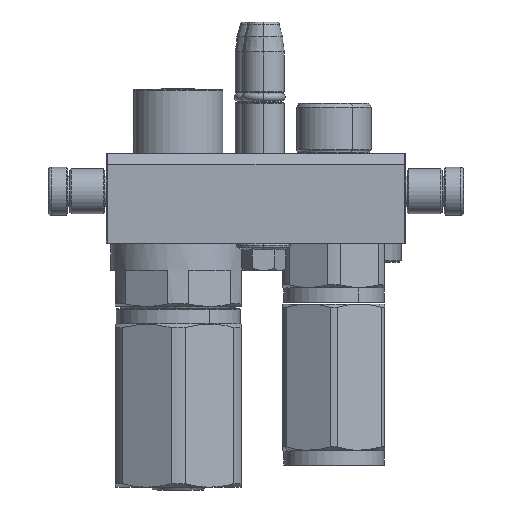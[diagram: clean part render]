
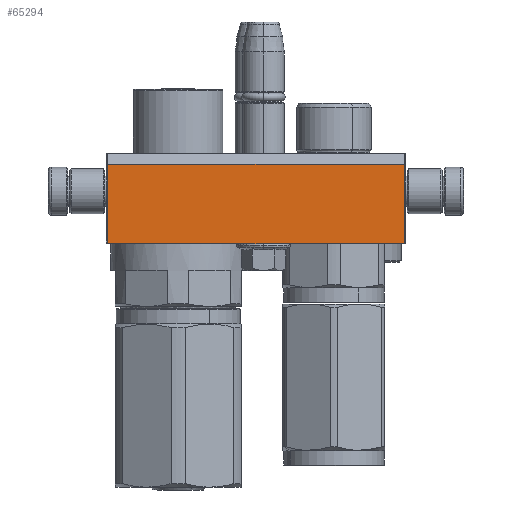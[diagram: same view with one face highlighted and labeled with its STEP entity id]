
A CAD part, left-side view. The second image highlights one B-rep face of the part: STEP entity #65294.
In plain terms, the highlighted face is planar.
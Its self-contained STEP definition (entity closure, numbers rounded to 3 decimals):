
#192 = CARTESIAN_POINT ( 'NONE',  ( -49.5, 11.536, 56. ) ) ;
#6137 = CARTESIAN_POINT ( 'NONE',  ( -49.5, -15., 56. ) ) ;
#11008 = CARTESIAN_POINT ( 'NONE',  ( 49.5, 11.536, 56. ) ) ;
#13010 = CARTESIAN_POINT ( 'NONE',  ( -49.5, -15., 56. ) ) ;
#14325 = VECTOR ( 'NONE', #24433, 1000. ) ;
#16929 = EDGE_CURVE ( 'NONE', #41651, #34779, #67512, .T. ) ;
#17008 = PLANE ( 'NONE',  #17945 ) ;
#17945 = AXIS2_PLACEMENT_3D ( 'NONE', #35312, #72421, #65736 ) ;
#23716 = VERTEX_POINT ( 'NONE', #13010 ) ;
#24433 = DIRECTION ( 'NONE',  ( 1., 0., 0. ) ) ;
#24561 = FACE_OUTER_BOUND ( 'NONE', #60634, .T. ) ;
#31025 = DIRECTION ( 'NONE',  ( 0., 1., 0. ) ) ;
#31929 = EDGE_CURVE ( 'NONE', #78540, #34779, #60993, .T. ) ;
#32525 = DIRECTION ( 'NONE',  ( 0., 1., 0. ) ) ;
#34779 = VERTEX_POINT ( 'NONE', #11008 ) ;
#35312 = CARTESIAN_POINT ( 'NONE',  ( -50., -15., 56. ) ) ;
#41651 = VERTEX_POINT ( 'NONE', #53598 ) ;
#41921 = DIRECTION ( 'NONE',  ( 1., 0., 0. ) ) ;
#43493 = ORIENTED_EDGE ( 'NONE', *, *, #69151, .F. ) ;
#44106 = VECTOR ( 'NONE', #31025, 1000. ) ;
#45600 = VECTOR ( 'NONE', #41921, 1000. ) ;
#52630 = ORIENTED_EDGE ( 'NONE', *, *, #31929, .F. ) ;
#52858 = EDGE_CURVE ( 'NONE', #23716, #41651, #63480, .T. ) ;
#53521 = CARTESIAN_POINT ( 'NONE',  ( -49.5, 11.536, 56. ) ) ;
#53598 = CARTESIAN_POINT ( 'NONE',  ( 49.5, -15., 56. ) ) ;
#56716 = LINE ( 'NONE', #66784, #44106 ) ;
#60634 = EDGE_LOOP ( 'NONE', ( #65622, #67344, #52630, #43493 ) ) ;
#60993 = LINE ( 'NONE', #53521, #45600 ) ;
#62780 = VECTOR ( 'NONE', #32525, 1000. ) ;
#63480 = LINE ( 'NONE', #6137, #14325 ) ;
#65294 = ADVANCED_FACE ( 'NONE', ( #24561 ), #17008, .T. ) ;
#65622 = ORIENTED_EDGE ( 'NONE', *, *, #52858, .T. ) ;
#65736 = DIRECTION ( 'NONE',  ( 1., 0., 0. ) ) ;
#66784 = CARTESIAN_POINT ( 'NONE',  ( -49.5, -15., 56. ) ) ;
#67344 = ORIENTED_EDGE ( 'NONE', *, *, #16929, .T. ) ;
#67512 = LINE ( 'NONE', #69357, #62780 ) ;
#69151 = EDGE_CURVE ( 'NONE', #23716, #78540, #56716, .T. ) ;
#69357 = CARTESIAN_POINT ( 'NONE',  ( 49.5, -15., 56. ) ) ;
#72421 = DIRECTION ( 'NONE',  ( 0., 0., 1. ) ) ;
#78540 = VERTEX_POINT ( 'NONE', #192 ) ;
